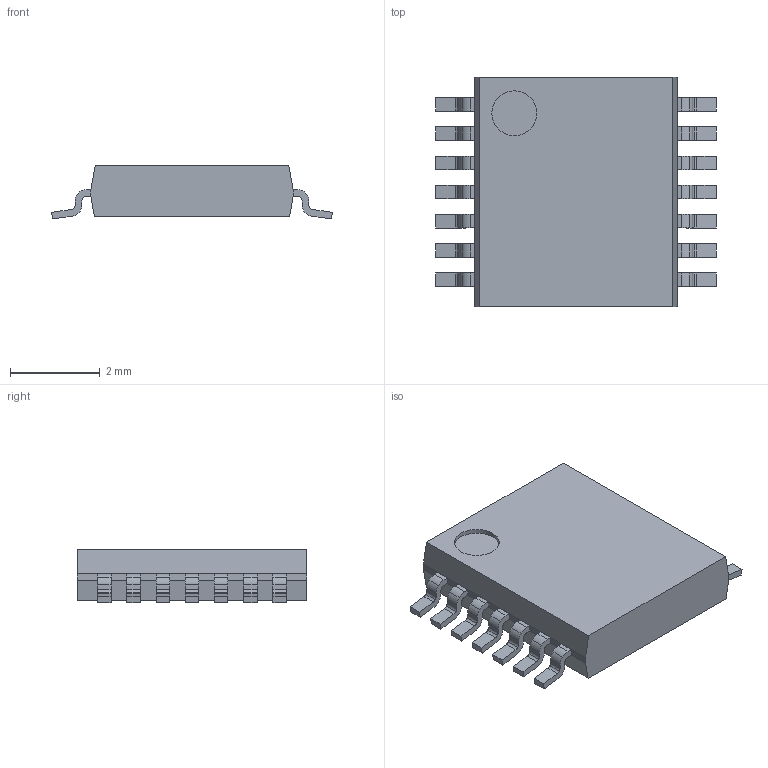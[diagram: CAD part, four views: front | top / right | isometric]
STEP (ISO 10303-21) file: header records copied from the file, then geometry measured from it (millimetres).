
FILE_DESCRIPTION((''),'2;1');
FILE_NAME('SOP65P640X120-14N.stp','2009-01-26T12:04:45',(''),(''),'Mechanical Desktop 2006','Mechanical Desktop 2006',', , ');
FILE_SCHEMA(('AUTOMOTIVE_DESIGN { 1 2 10303 214 0 1 1 1 }'));
Length unit declared in the file: millimetre
Products named in the file (1): Product
Bounding box: 6.24 x 5.1 x 1.2 mm (x, y, z)
Volume: 26.6 mm3; surface area: 82.3 mm2
Topology: 15 solids, 15 shells, 265 faces, 702 edges, 468 vertices
Faces by surface type: bspline 126, plane 81, cylinder 58
Entity records: 9030 total; most frequent: CARTESIAN_POINT 2598, ORIENTED_EDGE 1404, DIRECTION 1210, EDGE_CURVE 702, VECTOR 474, LINE 474, VERTEX_POINT 468, AXIS2_PLACEMENT_3D 368
